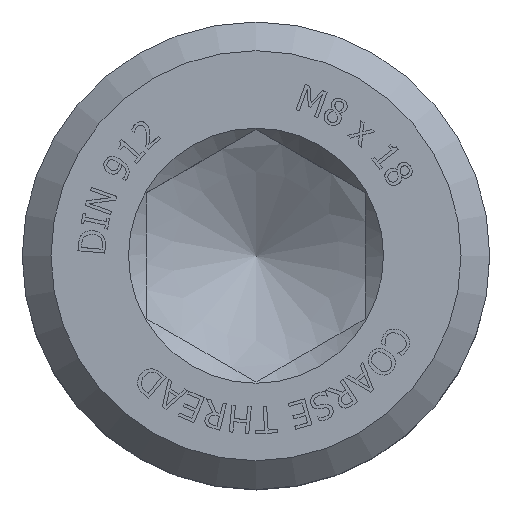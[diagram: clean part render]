
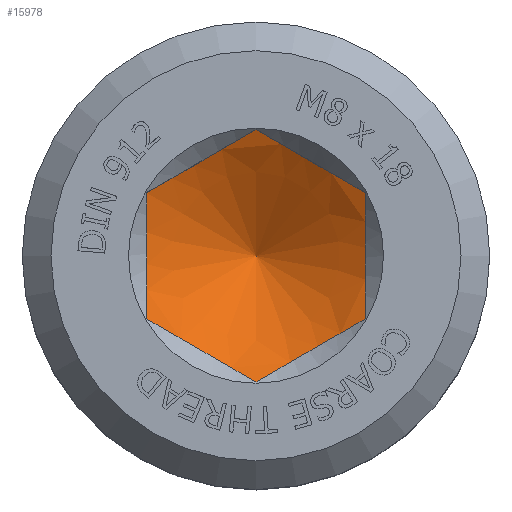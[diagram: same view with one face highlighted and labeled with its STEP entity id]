
A CAD part, top view. The second image highlights one B-rep face of the part: STEP entity #15978.
In plain terms, the highlighted conical face has half-angle 60 degrees and reference radius 2.6 mm.
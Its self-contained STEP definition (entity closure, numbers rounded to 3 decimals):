
#15626=CARTESIAN_POINT('',(0.,3.51,-4.0));
#15627=VERTEX_POINT('',#15626);
#15634=CARTESIAN_POINT('',(3.04,1.755,-4.0));
#15635=VERTEX_POINT('',#15634);
#15636=CARTESIAN_POINT('',(3.04,1.755,-4.0));
#15637=CARTESIAN_POINT('',(1.52,2.633,-4.507));
#15638=CARTESIAN_POINT('',(0.,3.51,-4.0));
#15646=(BOUNDED_CURVE()B_SPLINE_CURVE(2,(#15636,#15637,#15638),.UNSPECIFIED.,.F.,.U.)B_SPLINE_CURVE_WITH_KNOTS((3,3),(0.21,0.67),.UNSPECIFIED.)CURVE()GEOMETRIC_REPRESENTATION_ITEM()RATIONAL_B_SPLINE_CURVE((1.258,1.453,1.258))REPRESENTATION_ITEM(''));
#15647=EDGE_CURVE('',#15635,#15627,#15646,.T.);
#15664=CARTESIAN_POINT('',(-3.04,1.755,-4.0));
#15665=VERTEX_POINT('',#15664);
#15672=CARTESIAN_POINT('',(0.,3.51,-4.0));
#15673=CARTESIAN_POINT('',(-1.52,2.633,-4.507));
#15674=CARTESIAN_POINT('',(-3.04,1.755,-4.0));
#15682=(BOUNDED_CURVE()B_SPLINE_CURVE(2,(#15672,#15673,#15674),.UNSPECIFIED.,.F.,.U.)B_SPLINE_CURVE_WITH_KNOTS((3,3),(0.21,0.67),.UNSPECIFIED.)CURVE()GEOMETRIC_REPRESENTATION_ITEM()RATIONAL_B_SPLINE_CURVE((1.258,1.453,1.258))REPRESENTATION_ITEM(''));
#15683=EDGE_CURVE('',#15627,#15665,#15682,.T.);
#15695=CARTESIAN_POINT('',(-3.04,-1.755,-4.0));
#15696=VERTEX_POINT('',#15695);
#15703=CARTESIAN_POINT('',(-3.04,1.755,-4.0));
#15704=CARTESIAN_POINT('',(-3.04,0.,-4.507));
#15705=CARTESIAN_POINT('',(-3.04,-1.755,-4.0));
#15713=(BOUNDED_CURVE()B_SPLINE_CURVE(2,(#15703,#15704,#15705),.UNSPECIFIED.,.F.,.U.)B_SPLINE_CURVE_WITH_KNOTS((3,3),(0.21,0.67),.UNSPECIFIED.)CURVE()GEOMETRIC_REPRESENTATION_ITEM()RATIONAL_B_SPLINE_CURVE((1.258,1.453,1.258))REPRESENTATION_ITEM(''));
#15714=EDGE_CURVE('',#15665,#15696,#15713,.T.);
#15726=CARTESIAN_POINT('',(0.,-3.51,-4.0));
#15727=VERTEX_POINT('',#15726);
#15734=CARTESIAN_POINT('',(-3.04,-1.755,-4.0));
#15735=CARTESIAN_POINT('',(-1.52,-2.633,-4.507));
#15736=CARTESIAN_POINT('',(0.,-3.51,-4.0));
#15744=(BOUNDED_CURVE()B_SPLINE_CURVE(2,(#15734,#15735,#15736),.UNSPECIFIED.,.F.,.U.)B_SPLINE_CURVE_WITH_KNOTS((3,3),(0.21,0.67),.UNSPECIFIED.)CURVE()GEOMETRIC_REPRESENTATION_ITEM()RATIONAL_B_SPLINE_CURVE((1.258,1.453,1.258))REPRESENTATION_ITEM(''));
#15745=EDGE_CURVE('',#15696,#15727,#15744,.T.);
#15757=CARTESIAN_POINT('',(3.04,-1.755,-4.));
#15758=VERTEX_POINT('',#15757);
#15765=CARTESIAN_POINT('',(0.,-3.51,-4.0));
#15766=CARTESIAN_POINT('',(1.52,-2.633,-4.507));
#15767=CARTESIAN_POINT('',(3.04,-1.755,-4.));
#15775=(BOUNDED_CURVE()B_SPLINE_CURVE(2,(#15765,#15766,#15767),.UNSPECIFIED.,.F.,.U.)B_SPLINE_CURVE_WITH_KNOTS((3,3),(0.21,0.67),.UNSPECIFIED.)CURVE()GEOMETRIC_REPRESENTATION_ITEM()RATIONAL_B_SPLINE_CURVE((1.258,1.453,1.258))REPRESENTATION_ITEM(''));
#15776=EDGE_CURVE('',#15727,#15758,#15775,.T.);
#15789=CARTESIAN_POINT('',(3.04,-1.755,-4.));
#15790=CARTESIAN_POINT('',(3.04,0.,-4.507));
#15791=CARTESIAN_POINT('',(3.04,1.755,-4.0));
#15799=(BOUNDED_CURVE()B_SPLINE_CURVE(2,(#15789,#15790,#15791),.UNSPECIFIED.,.F.,.U.)B_SPLINE_CURVE_WITH_KNOTS((3,3),(0.21,0.67),.UNSPECIFIED.)CURVE()GEOMETRIC_REPRESENTATION_ITEM()RATIONAL_B_SPLINE_CURVE((1.258,1.453,1.258))REPRESENTATION_ITEM(''));
#15800=EDGE_CURVE('',#15758,#15635,#15799,.T.);
#15965=CARTESIAN_POINT('',(0.0,0.,-4.526));
#15966=DIRECTION('',(0.0,0.,1.0));
#15967=DIRECTION('',(0.0,1.0,0.0));
#15968=AXIS2_PLACEMENT_3D('',#15965,#15966,#15967);
#15969=CONICAL_SURFACE('',#15968,2.6,60.);
#15970=ORIENTED_EDGE('',*,*,#15714,.T.);
#15971=ORIENTED_EDGE('',*,*,#15745,.T.);
#15972=ORIENTED_EDGE('',*,*,#15776,.T.);
#15973=ORIENTED_EDGE('',*,*,#15800,.T.);
#15974=ORIENTED_EDGE('',*,*,#15647,.T.);
#15975=ORIENTED_EDGE('',*,*,#15683,.T.);
#15976=EDGE_LOOP('',(#15970,#15971,#15972,#15973,#15974,#15975));
#15977=FACE_OUTER_BOUND('',#15976,.T.);
#15978=ADVANCED_FACE('',(#15977),#15969,.F.);
